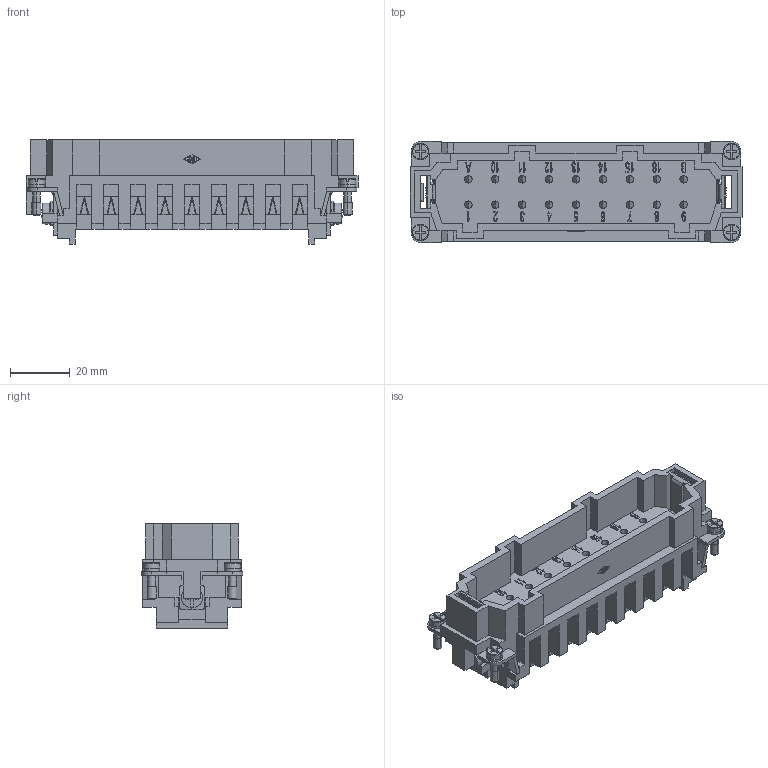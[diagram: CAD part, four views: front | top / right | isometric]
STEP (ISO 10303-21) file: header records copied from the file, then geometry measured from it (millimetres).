
FILE_DESCRIPTION((''),'2;1');
FILE_NAME('CMCEM 16 N.stp','2006-10-31T16:12:24',('gembarski'),(''),'Autodesk Inventor 7','Autodesk Inventor 7','');
FILE_SCHEMA(('AUTOMOTIVE_DESIGN { 1 0 10303 214 1 1 1 1 }'));
Length unit declared in the file: millimetre
Products named in the file (1): CMCEM 16 N
Bounding box: 111 x 34 x 35 mm (x, y, z)
Volume: 43185.3 mm3; surface area: 34464.4 mm2
Topology: 23 solids, 23 shells, 1697 faces, 4547 edges, 2970 vertices
Faces by surface type: plane 832, bspline 689, cylinder 160, torus 8, cone 4, sphere 4
Entity records: 55034 total; most frequent: CARTESIAN_POINT 15398, ORIENTED_EDGE 9110, DIRECTION 6407, EDGE_CURVE 4555, VECTOR 3361, LINE 3361, VERTEX_POINT 2970, EDGE_LOOP 1867
